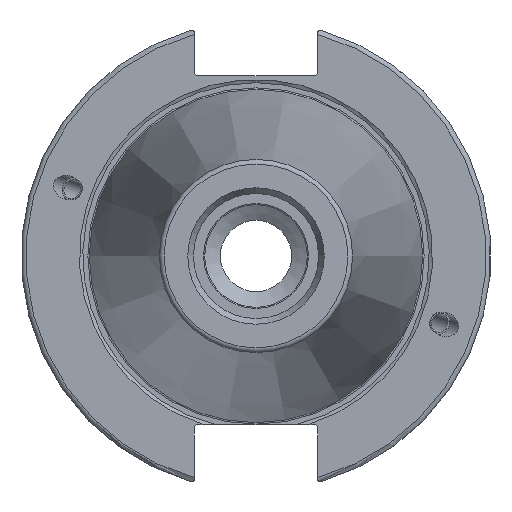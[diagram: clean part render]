
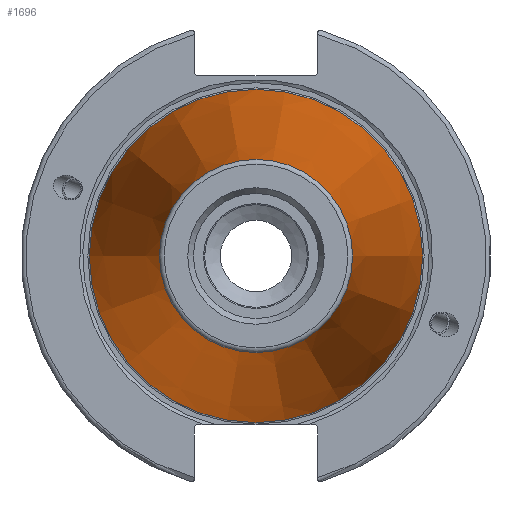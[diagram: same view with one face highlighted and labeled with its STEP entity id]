
A CAD part, left-side view. The second image highlights one B-rep face of the part: STEP entity #1696.
In plain terms, the highlighted conical face has half-angle 8.297 degrees and reference radius 27.517 mm.
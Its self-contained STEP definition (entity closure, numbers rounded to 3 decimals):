
#82=CONICAL_SURFACE('',#1888,27.517,0.145);
#161=LINE('',#3341,#255);
#255=VECTOR('',#2305,27.517);
#415=FACE_OUTER_BOUND('',#518,.T.);
#518=EDGE_LOOP('',(#1461,#1462,#1463,#1464,#1465,#1466,#1467));
#628=CIRCLE('',#1879,20.233);
#629=CIRCLE('',#1880,20.233);
#633=CIRCLE('',#1884,20.233);
#636=CIRCLE('',#1889,34.925);
#637=CIRCLE('',#1890,34.925);
#814=VERTEX_POINT('',#3320);
#815=VERTEX_POINT('',#3321);
#816=VERTEX_POINT('',#3323);
#821=VERTEX_POINT('',#3337);
#822=VERTEX_POINT('',#3338);
#1048=EDGE_CURVE('',#814,#815,#628,.T.);
#1049=EDGE_CURVE('',#815,#816,#629,.T.);
#1053=EDGE_CURVE('',#816,#814,#633,.T.);
#1056=EDGE_CURVE('',#821,#822,#636,.T.);
#1057=EDGE_CURVE('',#822,#821,#637,.T.);
#1058=EDGE_CURVE('',#822,#815,#161,.T.);
#1461=ORIENTED_EDGE('',*,*,#1056,.F.);
#1462=ORIENTED_EDGE('',*,*,#1057,.F.);
#1463=ORIENTED_EDGE('',*,*,#1058,.T.);
#1464=ORIENTED_EDGE('',*,*,#1048,.F.);
#1465=ORIENTED_EDGE('',*,*,#1053,.F.);
#1466=ORIENTED_EDGE('',*,*,#1049,.F.);
#1467=ORIENTED_EDGE('',*,*,#1058,.F.);
#1696=ADVANCED_FACE('',(#415),#82,.T.);
#1879=AXIS2_PLACEMENT_3D('',#3322,#2281,#2282);
#1880=AXIS2_PLACEMENT_3D('',#3324,#2283,#2284);
#1884=AXIS2_PLACEMENT_3D('',#3330,#2291,#2292);
#1888=AXIS2_PLACEMENT_3D('',#3336,#2299,#2300);
#1889=AXIS2_PLACEMENT_3D('',#3339,#2301,#2302);
#1890=AXIS2_PLACEMENT_3D('',#3340,#2303,#2304);
#2281=DIRECTION('center_axis',(-1.,0.,0.));
#2282=DIRECTION('ref_axis',(0.,-1.,0.));
#2283=DIRECTION('center_axis',(-1.,0.,0.));
#2284=DIRECTION('ref_axis',(0.,-1.,0.));
#2291=DIRECTION('center_axis',(-1.,0.,0.));
#2292=DIRECTION('ref_axis',(0.,-1.,0.));
#2299=DIRECTION('center_axis',(1.,0.,0.));
#2300=DIRECTION('ref_axis',(0.,1.,0.));
#2301=DIRECTION('center_axis',(1.,0.,0.));
#2302=DIRECTION('ref_axis',(0.,0.,-1.));
#2303=DIRECTION('center_axis',(1.,0.,0.));
#2304=DIRECTION('ref_axis',(0.,0.,-1.));
#2305=DIRECTION('',(-0.99,0.144,0.));
#3320=CARTESIAN_POINT('',(-100.744,20.233,0.));
#3321=CARTESIAN_POINT('',(-100.744,-20.233,0.));
#3322=CARTESIAN_POINT('Origin',(-100.744,0.,0.));
#3323=CARTESIAN_POINT('',(-100.744,0.,20.233));
#3324=CARTESIAN_POINT('Origin',(-100.744,0.,0.));
#3330=CARTESIAN_POINT('Origin',(-100.744,0.,0.));
#3336=CARTESIAN_POINT('Origin',(-50.8,0.,0.));
#3337=CARTESIAN_POINT('',(0.,34.925,0.));
#3338=CARTESIAN_POINT('',(0.,-34.925,0.));
#3339=CARTESIAN_POINT('Origin',(0.,0.,0.));
#3340=CARTESIAN_POINT('Origin',(0.,0.,0.));
#3341=CARTESIAN_POINT('',(-50.8,-27.517,0.));
